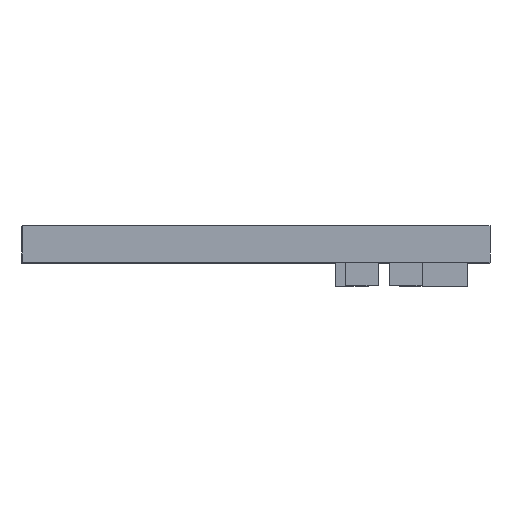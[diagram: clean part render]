
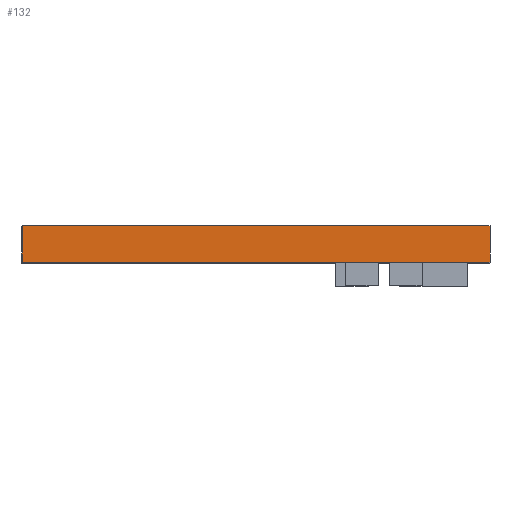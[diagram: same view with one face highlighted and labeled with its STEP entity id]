
A CAD part, top view. The second image highlights one B-rep face of the part: STEP entity #132.
In plain terms, the highlighted planar face has unit normal (0, 0, 1).
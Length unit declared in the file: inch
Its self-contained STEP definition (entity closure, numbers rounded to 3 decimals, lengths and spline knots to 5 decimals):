
#132 = ADVANCED_FACE ( 'NONE', ( #447 ), #1499, .F. ) ;
#174 = EDGE_CURVE ( 'NONE', #928, #1151, #271, .T. ) ;
#175 = EDGE_CURVE ( 'NONE', #953, #928, #270, .T. ) ;
#178 = EDGE_CURVE ( 'NONE', #953, #1046, #268, .T. ) ;
#183 = EDGE_CURVE ( 'NONE', #1046, #1151, #264, .T. ) ;
#264 = LINE ( 'NONE', #1273, #521 ) ;
#268 = LINE ( 'NONE', #1289, #530 ) ;
#270 = LINE ( 'NONE', #1298, #541 ) ;
#271 = LINE ( 'NONE', #1300, #544 ) ;
#447 = FACE_OUTER_BOUND ( 'NONE', #1014, .T. ) ;
#521 = VECTOR ( 'NONE', #1272, 39.37008 ) ;
#530 = VECTOR ( 'NONE', #1288, 39.37008 ) ;
#541 = VECTOR ( 'NONE', #1297, 39.37008 ) ;
#544 = VECTOR ( 'NONE', #1299, 39.37008 ) ;
#608 = AXIS2_PLACEMENT_3D ( 'NONE', #1498, #1497, #1491 ) ;
#719 = CARTESIAN_POINT ( 'NONE',  ( -0.4, -0.03125, 0.5 ) ) ;
#806 = CARTESIAN_POINT ( 'NONE',  ( 0.4, 0.03125, 0.5 ) ) ;
#811 = CARTESIAN_POINT ( 'NONE',  ( -0.4, 0.03125, 0.5 ) ) ;
#885 = CARTESIAN_POINT ( 'NONE',  ( 0.4, -0.03125, 0.5 ) ) ;
#928 = VERTEX_POINT ( 'NONE', #806 ) ;
#953 = VERTEX_POINT ( 'NONE', #811 ) ;
#1014 = EDGE_LOOP ( 'NONE', ( #1080, #1081, #1079, #1082 ) ) ;
#1046 = VERTEX_POINT ( 'NONE', #719 ) ;
#1079 = ORIENTED_EDGE ( 'NONE', *, *, #175, .F. ) ;
#1080 = ORIENTED_EDGE ( 'NONE', *, *, #183, .T. ) ;
#1081 = ORIENTED_EDGE ( 'NONE', *, *, #174, .F. ) ;
#1082 = ORIENTED_EDGE ( 'NONE', *, *, #178, .T. ) ;
#1151 = VERTEX_POINT ( 'NONE', #885 ) ;
#1272 = DIRECTION ( 'NONE',  ( 1., 0., 0. ) ) ;
#1273 = CARTESIAN_POINT ( 'NONE',  ( -0.4, -0.03125, 0.5 ) ) ;
#1288 = DIRECTION ( 'NONE',  ( 0., -1., 0. ) ) ;
#1289 = CARTESIAN_POINT ( 'NONE',  ( -0.4, 0.03125, 0.5 ) ) ;
#1297 = DIRECTION ( 'NONE',  ( 1., 0., 0. ) ) ;
#1298 = CARTESIAN_POINT ( 'NONE',  ( -0.4, 0.03125, 0.5 ) ) ;
#1299 = DIRECTION ( 'NONE',  ( 0., -1., 0. ) ) ;
#1300 = CARTESIAN_POINT ( 'NONE',  ( 0.4, 0.03125, 0.5 ) ) ;
#1491 = DIRECTION ( 'NONE',  ( -1., 0., 0. ) ) ;
#1497 = DIRECTION ( 'NONE',  ( 0., 0., -1. ) ) ;
#1498 = CARTESIAN_POINT ( 'NONE',  ( -0.4, 0.03125, 0.5 ) ) ;
#1499 = PLANE ( 'NONE',  #608 ) ;
